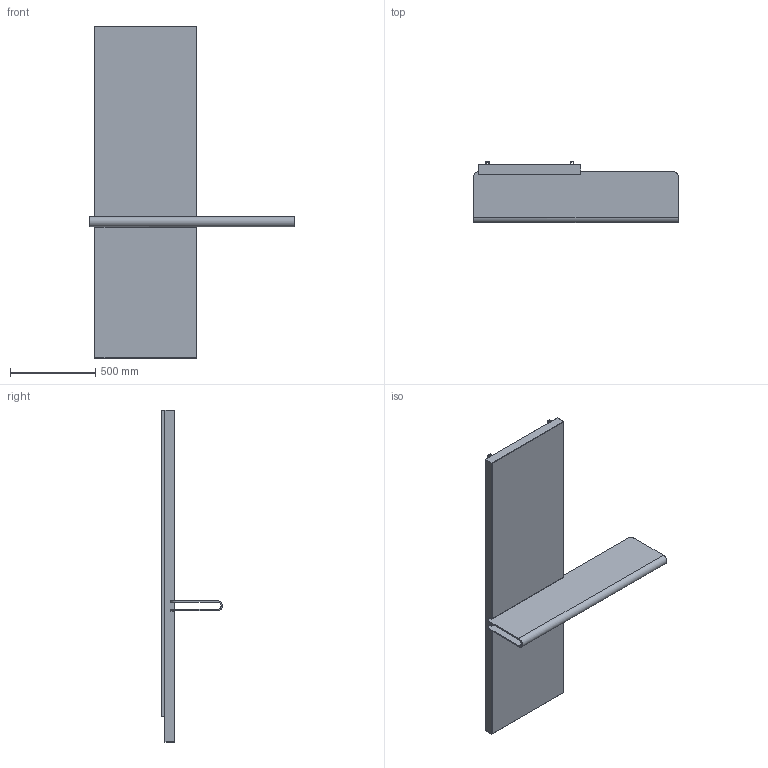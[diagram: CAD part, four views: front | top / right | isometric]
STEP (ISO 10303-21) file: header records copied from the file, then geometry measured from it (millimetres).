
FILE_DESCRIPTION(/* description */ (''),/* implementation_level */ '2;1');
FILE_NAME(/* name */ '870 - Let me see',/* time_stamp */ '2010-11-03T09:02:16+01:00',/* author */ (''),/* organization */ (''),/* preprocessor_version */ 'ST-DEVELOPER v10',/* originating_system */ '',/* authorisation */ '');
FILE_SCHEMA (('CONFIG_CONTROL_DESIGN'));
Length unit declared in the file: centimetre
Products named in the file (1): 1
Bounding box: 1200 x 357.45 x 1950 mm (x, y, z)
Volume: 70555772.2 mm3; surface area: 5398612.9 mm2
Topology: 7 solids, 7 shells, 78 faces, 192 edges, 128 vertices
Faces by surface type: plane 72, bspline 6
Entity records: 2100 total; most frequent: CARTESIAN_POINT 650, ORIENTED_EDGE 384, EDGE_CURVE 192, B_SPLINE_CURVE_WITH_KNOTS 180, VERTEX_POINT 128, EDGE_LOOP 84, ADVANCED_FACE 78, FACE_OUTER_BOUND 78
